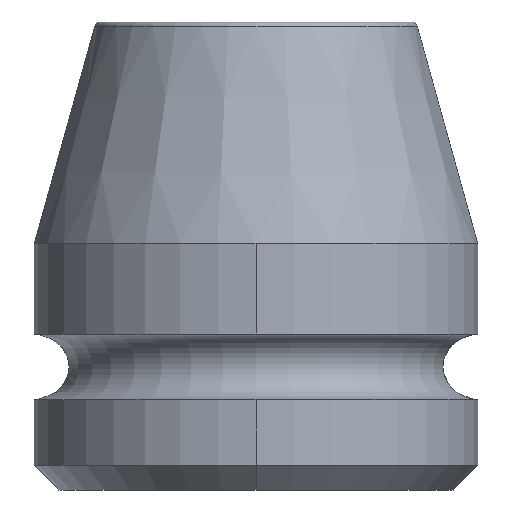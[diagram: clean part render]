
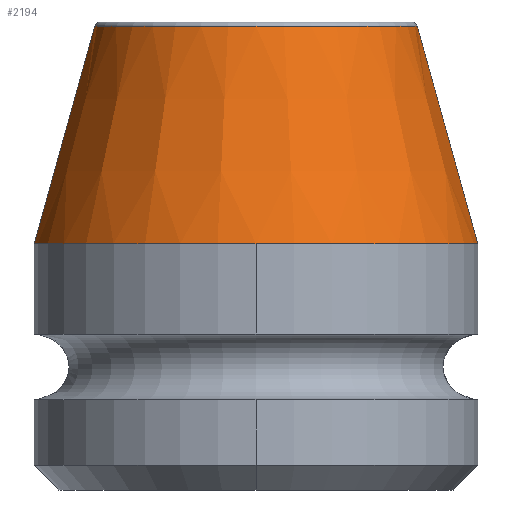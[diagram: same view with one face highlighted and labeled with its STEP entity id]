
A CAD part, left-side view. The second image highlights one B-rep face of the part: STEP entity #2194.
In plain terms, the highlighted conical face has half-angle 15.524 degrees and reference radius 23.321 mm.
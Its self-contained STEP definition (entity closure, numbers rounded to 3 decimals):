
#412=CARTESIAN_POINT('',(0.,0.,30.));
#413=DIRECTION('',(0.,0.,1.));
#414=DIRECTION('',(0.,1.,0.));
#415=AXIS2_PLACEMENT_3D('',#412,#413,#414);
#474=CARTESIAN_POINT('',(0.,0.,30.));
#475=DIRECTION('',(0.,0.,1.));
#476=DIRECTION('',(-1.,0.,0.));
#477=AXIS2_PLACEMENT_3D('',#474,#475,#476);
#492=DIRECTION('',(0.,0.268,-0.964));
#493=VECTOR('',#492,27.49);
#494=CARTESIAN_POINT('',(0.,19.642,
56.487));
#495=LINE('',#494,#493);
#496=DIRECTION('',(0.,-0.268,-0.964));
#497=VECTOR('',#496,27.49);
#498=CARTESIAN_POINT('',(0.,-19.642,
56.487));
#499=LINE('',#498,#497);
#962=CARTESIAN_POINT('',(0.,0.,56.487));
#963=DIRECTION('',(0.,0.,1.));
#964=DIRECTION('',(0.,1.,0.));
#965=AXIS2_PLACEMENT_3D('',#962,#963,#964);
#1145=CARTESIAN_POINT('',(0.,27.,30.));
#1146=CARTESIAN_POINT('',(-27.,0.,30.));
#1147=VERTEX_POINT('',#1145);
#1148=VERTEX_POINT('',#1146);
#1149=CARTESIAN_POINT('',(0.,-27.,30.));
#1150=VERTEX_POINT('',#1149);
#1157=CARTESIAN_POINT('',(0.,19.642,56.487));
#1158=CARTESIAN_POINT('',(0.,-19.642,56.487));
#1159=VERTEX_POINT('',#1157);
#1160=VERTEX_POINT('',#1158);
#2182=CARTESIAN_POINT('',(0.,0.,43.244));
#2183=DIRECTION('',(0.,0.,-1.));
#2184=DIRECTION('',(0.,-1.,0.));
#2185=AXIS2_PLACEMENT_3D('',#2182,#2183,#2184);
#2186=CONICAL_SURFACE('',#2185,23.321,15.524);
#2187=ORIENTED_EDGE('',*,*,#2176,.T.);
#2188=ORIENTED_EDGE('',*,*,#1654,.T.);
#2189=ORIENTED_EDGE('',*,*,#1612,.F.);
#2190=ORIENTED_EDGE('',*,*,#1574,.F.);
#2191=ORIENTED_EDGE('',*,*,#1650,.F.);
#2192=EDGE_LOOP('',(#2187,#2188,#2189,#2190,#2191));
#2193=FACE_OUTER_BOUND('',#2192,.F.);
#2194=ADVANCED_FACE('',(#2193),#2186,.T.);
#416=CIRCLE('',#415,27.);
#478=CIRCLE('',#477,27.);
#966=CIRCLE('',#965,19.642);
#1574=EDGE_CURVE('',#1147,#1148,#416,.T.);
#1612=EDGE_CURVE('',#1148,#1150,#478,.T.);
#1650=EDGE_CURVE('',#1159,#1147,#495,.T.);
#1654=EDGE_CURVE('',#1160,#1150,#499,.T.);
#2176=EDGE_CURVE('',#1159,#1160,#966,.T.);
